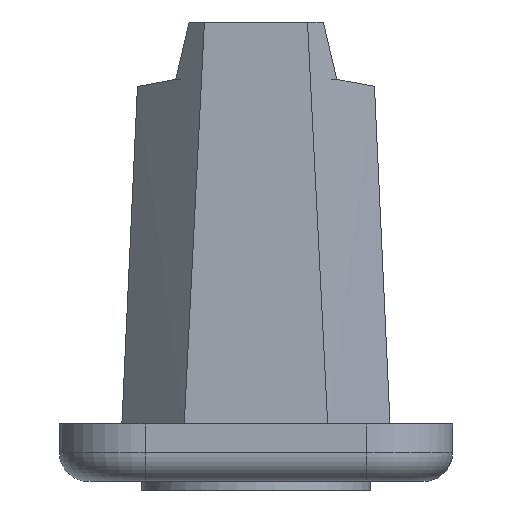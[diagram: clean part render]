
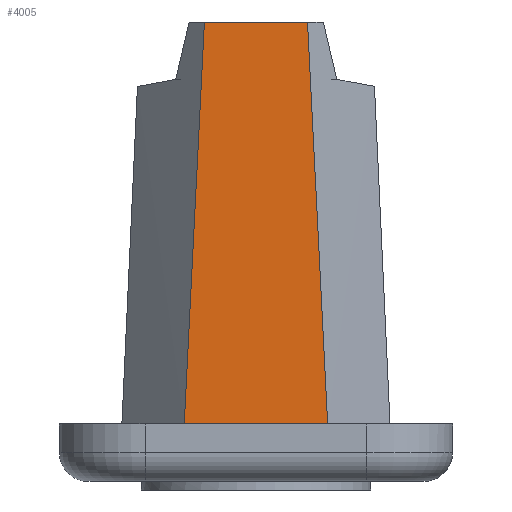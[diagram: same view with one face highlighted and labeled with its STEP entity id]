
A CAD part, front view. The second image highlights one B-rep face of the part: STEP entity #4005.
In plain terms, the highlighted planar face has unit normal (0, -1, 0).
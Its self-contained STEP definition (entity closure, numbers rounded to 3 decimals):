
#1172=CARTESIAN_POINT('',(0.898,1.,8.));
#1219=DIRECTION('',(-1.,0.,0.));
#1220=VECTOR('',#1219,1.797);
#1221=CARTESIAN_POINT('',(0.898,1.,8.));
#1222=LINE('',#1221,#1220);
#1251=CARTESIAN_POINT('',(-0.898,1.,8.));
#1256=CARTESIAN_POINT('',(-1.248,1.,1.));
#1409=DIRECTION('',(0.05,0.,0.999));
#1410=VECTOR('',#1409,7.009);
#1411=CARTESIAN_POINT('',(-1.248,1.,1.));
#1412=LINE('',#1411,#1410);
#1416=DIRECTION('',(0.05,0.,-0.999));
#1417=VECTOR('',#1416,7.009);
#1418=CARTESIAN_POINT('',(0.898,1.,8.));
#1419=LINE('',#1418,#1417);
#1423=DIRECTION('',(-1.,0.,0.));
#1424=VECTOR('',#1423,2.497);
#1425=CARTESIAN_POINT('',(1.248,1.,1.));
#1426=LINE('',#1425,#1424);
#2629=VERTEX_POINT('',#1256);
#2630=CARTESIAN_POINT('',(1.248,1.,1.));
#2631=VERTEX_POINT('',#2630);
#2657=VERTEX_POINT('',#1172);
#2661=VERTEX_POINT('',#1251);
#3994=CARTESIAN_POINT('',(2.1,1.,8.));
#3995=DIRECTION('',(0.,-1.,0.));
#3996=DIRECTION('',(0.,0.,-1.));
#3997=AXIS2_PLACEMENT_3D('',#3994,#3995,#3996);
#3998=PLANE('',#3997);
#3999=ORIENTED_EDGE('',*,*,#3800,.T.);
#4000=ORIENTED_EDGE('',*,*,#3758,.F.);
#4001=ORIENTED_EDGE('',*,*,#3736,.T.);
#4002=ORIENTED_EDGE('',*,*,#3442,.T.);
#4003=EDGE_LOOP('',(#3999,#4000,#4001,#4002));
#4004=FACE_OUTER_BOUND('',#4003,.F.);
#3442=EDGE_CURVE('',#2631,#2629,#1426,.T.);
#3736=EDGE_CURVE('',#2657,#2631,#1419,.T.);
#3758=EDGE_CURVE('',#2657,#2661,#1222,.T.);
#3800=EDGE_CURVE('',#2629,#2661,#1412,.T.);
#4005=ADVANCED_FACE('',(#4004),#3998,.T.);
